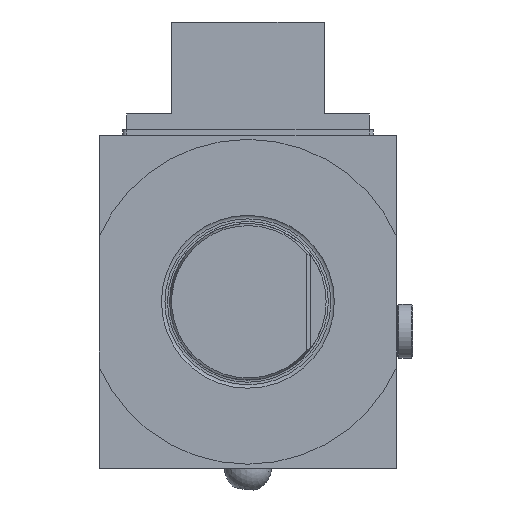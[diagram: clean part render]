
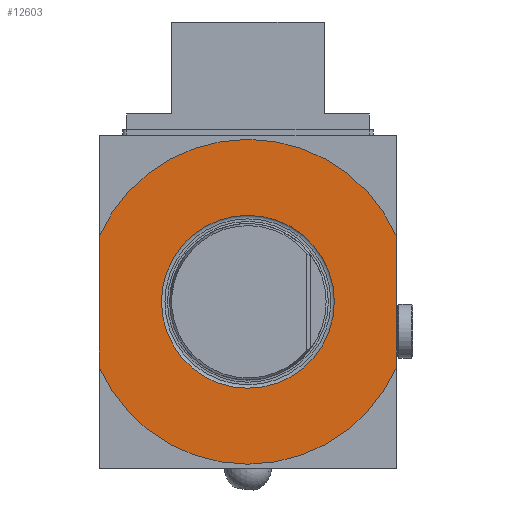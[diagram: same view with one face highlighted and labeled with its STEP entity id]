
A CAD part, front view. The second image highlights one B-rep face of the part: STEP entity #12603.
In plain terms, the highlighted planar face has unit normal (0, -1, 0).
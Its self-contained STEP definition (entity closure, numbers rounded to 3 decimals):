
#554 = VERTEX_POINT ( 'NONE', #6491 ) ;
#1022 = LINE ( 'NONE', #8507, #1419 ) ;
#1220 = VECTOR ( 'NONE', #17339, 1000. ) ;
#1419 = VECTOR ( 'NONE', #12754, 1000. ) ;
#1929 = AXIS2_PLACEMENT_3D ( 'NONE', #4777, #18221, #13863 ) ;
#2077 = EDGE_LOOP ( 'NONE', ( #8878 ) ) ;
#3381 = FACE_BOUND ( 'NONE', #2077, .T. ) ;
#3471 = CARTESIAN_POINT ( 'NONE',  ( -38., 0., -16.681 ) ) ;
#3620 = EDGE_CURVE ( 'NONE', #16916, #17116, #5362, .T. ) ;
#4777 = CARTESIAN_POINT ( 'NONE',  ( 0., 0., 0. ) ) ;
#4879 = CIRCLE ( 'NONE', #9810, 22.095 ) ;
#5126 = DIRECTION ( 'NONE',  ( 1., 0., 0. ) ) ;
#5362 = CIRCLE ( 'NONE', #1929, 41.5 ) ;
#5552 = CARTESIAN_POINT ( 'NONE',  ( -38., 0., 0. ) ) ;
#5574 = DIRECTION ( 'NONE',  ( -1., 0., 0. ) ) ;
#5638 = LINE ( 'NONE', #5552, #1220 ) ;
#5765 = CIRCLE ( 'NONE', #16581, 41.5 ) ;
#6312 = DIRECTION ( 'NONE',  ( 0., -1., 0. ) ) ;
#6491 = CARTESIAN_POINT ( 'NONE',  ( 22.095, 0., 0. ) ) ;
#6526 = EDGE_CURVE ( 'NONE', #554, #554, #4879, .T. ) ;
#6689 = FACE_OUTER_BOUND ( 'NONE', #19063, .T. ) ;
#6877 = EDGE_CURVE ( 'NONE', #15970, #10925, #5765, .T. ) ;
#6931 = DIRECTION ( 'NONE',  ( 0., 1., 0. ) ) ;
#7349 = EDGE_CURVE ( 'NONE', #16916, #10925, #5638, .T. ) ;
#7898 = AXIS2_PLACEMENT_3D ( 'NONE', #16653, #6312, #18092 ) ;
#8507 = CARTESIAN_POINT ( 'NONE',  ( 38., 0., 0. ) ) ;
#8878 = ORIENTED_EDGE ( 'NONE', *, *, #6526, .F. ) ;
#8976 = CARTESIAN_POINT ( 'NONE',  ( 38., 0., -16.681 ) ) ;
#9019 = ORIENTED_EDGE ( 'NONE', *, *, #14638, .T. ) ;
#9810 = AXIS2_PLACEMENT_3D ( 'NONE', #10928, #12569, #5126 ) ;
#10018 = ORIENTED_EDGE ( 'NONE', *, *, #6877, .F. ) ;
#10925 = VERTEX_POINT ( 'NONE', #3471 ) ;
#10928 = CARTESIAN_POINT ( 'NONE',  ( 0., 0., 0. ) ) ;
#11022 = CARTESIAN_POINT ( 'NONE',  ( 38., 0., 16.681 ) ) ;
#11562 = CARTESIAN_POINT ( 'NONE',  ( 0., 0., 0. ) ) ;
#12569 = DIRECTION ( 'NONE',  ( 0., -1., 0. ) ) ;
#12603 = ADVANCED_FACE ( 'Defeature completata1_5', ( #6689, #3381 ), #17027, .T. ) ;
#12754 = DIRECTION ( 'NONE',  ( 0., 0., 1. ) ) ;
#13863 = DIRECTION ( 'NONE',  ( -1., 0., 0. ) ) ;
#14165 = ORIENTED_EDGE ( 'NONE', *, *, #3620, .F. ) ;
#14638 = EDGE_CURVE ( 'NONE', #15970, #17116, #1022, .T. ) ;
#15970 = VERTEX_POINT ( 'NONE', #8976 ) ;
#16148 = CARTESIAN_POINT ( 'NONE',  ( -38., 0., 16.681 ) ) ;
#16444 = ORIENTED_EDGE ( 'NONE', *, *, #7349, .T. ) ;
#16581 = AXIS2_PLACEMENT_3D ( 'NONE', #11562, #6931, #5574 ) ;
#16653 = CARTESIAN_POINT ( 'NONE',  ( -22.15, 0., 0. ) ) ;
#16916 = VERTEX_POINT ( 'NONE', #16148 ) ;
#17027 = PLANE ( 'NONE',  #7898 ) ;
#17116 = VERTEX_POINT ( 'NONE', #11022 ) ;
#17339 = DIRECTION ( 'NONE',  ( 0., 0., -1. ) ) ;
#18092 = DIRECTION ( 'NONE',  ( 1., 0., 0. ) ) ;
#18221 = DIRECTION ( 'NONE',  ( 0., 1., 0. ) ) ;
#19063 = EDGE_LOOP ( 'NONE', ( #14165, #16444, #10018, #9019 ) ) ;
